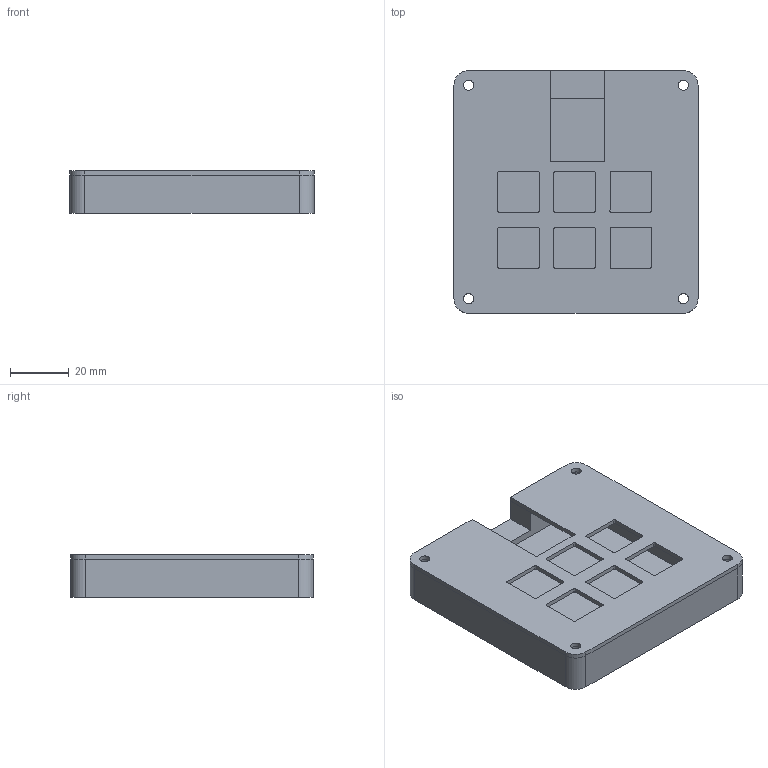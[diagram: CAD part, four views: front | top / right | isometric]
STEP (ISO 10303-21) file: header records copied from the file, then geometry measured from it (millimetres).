
FILE_DESCRIPTION(/* description */ (''),/* implementation_level */ '2;1');
FILE_NAME(/* name */ 'Blueprint_Assembly.step',/* time_stamp */ '2025-12-01T14:22:31-05:00',/* author */ (''),/* organization */ (''),/* preprocessor_version */ 'ST-DEVELOPER v20.1',/* originating_system */ 'Autodesk Translation Framework v14.21.0.0',/* authorisation */ '');
FILE_SCHEMA (('AUTOMOTIVE_DESIGN { 1 0 10303 214 3 1 1 }'));
Length unit declared in the file: millimetre
Products named in the file (4): 2025-12-01-14-18-20-814; 2025-12-01-05-44-33-077; 2025-12-01-05-11-33-338; 2025-12-01-05-11-56-409
Assembly tree (2 placements, depth 2):
  2025-12-01-14-18-20-814
    2025-12-01-05-44-33-077
    2025-12-01-05-11-33-338
  2025-12-01-05-11-56-409
Bounding box: 82.92 x 82.51 x 14.5 mm (x, y, z)
Volume: 53594.2 mm3; surface area: 32059.1 mm2
Topology: 2 solids, 2 shells, 452 faces, 1266 edges, 844 vertices
Faces by surface type: bspline 242, plane 166, cylinder 44
Full cylindrical faces by diameter (mm): 3.4 x8, 6 x4
Entity records: 16899 total; most frequent: CARTESIAN_POINT 6683, ORIENTED_EDGE 2532, DIRECTION 1304, EDGE_CURVE 1266, VERTEX_POINT 844, LINE 694, VECTOR 694, EDGE_LOOP 506
